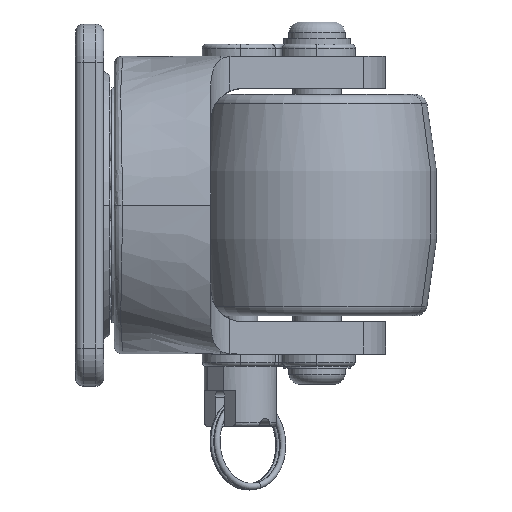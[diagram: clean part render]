
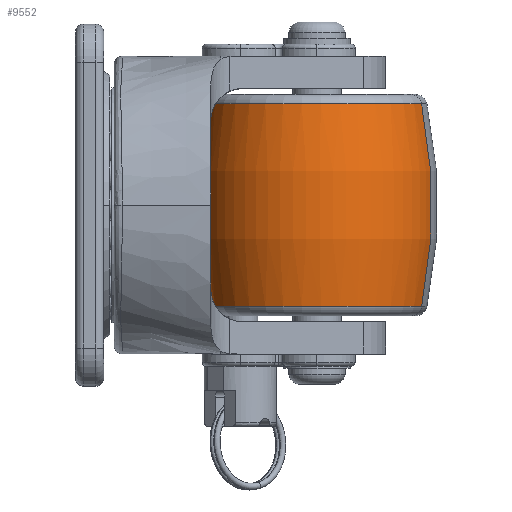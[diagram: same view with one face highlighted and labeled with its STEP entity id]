
A CAD part, left-side view. The second image highlights one B-rep face of the part: STEP entity #9552.
In plain terms, the highlighted toroidal (fillet/blend) face has major radius 90 mm and minor radius 120 mm.
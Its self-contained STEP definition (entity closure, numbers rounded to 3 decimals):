
#180 = ORIENTED_EDGE ( 'NONE', *, *, #13136, .T. ) ;
#329 = DIRECTION ( 'NONE',  ( 0., 0., 1. ) ) ;
#767 = CARTESIAN_POINT ( 'NONE',  ( 0., 0., 0. ) ) ;
#1899 = AXIS2_PLACEMENT_3D ( 'NONE', #25685, #10446, #28240 ) ;
#2494 = AXIS2_PLACEMENT_3D ( 'NONE', #767, #10728, #3319 ) ;
#3319 = DIRECTION ( 'NONE',  ( 0., 0., 1. ) ) ;
#3418 = TOROIDAL_SURFACE ( 'NONE', #2494, -90., 120. ) ;
#4242 = CARTESIAN_POINT ( 'NONE',  ( -25.128, 0., -27.34 ) ) ;
#4896 = EDGE_CURVE ( 'NONE', #32550, #6420, #20445, .T. ) ;
#4926 = CIRCLE ( 'NONE', #16785, 120. ) ;
#5110 = DIRECTION ( 'NONE',  ( 0., -1., 0. ) ) ;
#6420 = VERTEX_POINT ( 'NONE', #4242 ) ;
#9552 = ADVANCED_FACE ( 'NONE', ( #23666 ), #3418, .T. ) ;
#10177 = CARTESIAN_POINT ( 'NONE',  ( 25.128, 0., 27.34 ) ) ;
#10446 = DIRECTION ( 'NONE',  ( -1., 0., 0. ) ) ;
#10593 = CARTESIAN_POINT ( 'NONE',  ( -25.128, 0., 27.34 ) ) ;
#10728 = DIRECTION ( 'NONE',  ( -1., 0., 0. ) ) ;
#11020 = DIRECTION ( 'NONE',  ( 1., 0., 0. ) ) ;
#11656 = EDGE_LOOP ( 'NONE', ( #17878, #180, #13072, #29176 ) ) ;
#13072 = ORIENTED_EDGE ( 'NONE', *, *, #23270, .T. ) ;
#13136 = EDGE_CURVE ( 'NONE', #22318, #29185, #25889, .T. ) ;
#14487 = CARTESIAN_POINT ( 'NONE',  ( 25.128, 0., -27.34 ) ) ;
#15516 = DIRECTION ( 'NONE',  ( 0., 1., 0. ) ) ;
#16785 = AXIS2_PLACEMENT_3D ( 'NONE', #20307, #5110, #22871 ) ;
#17878 = ORIENTED_EDGE ( 'NONE', *, *, #24689, .F. ) ;
#20307 = CARTESIAN_POINT ( 'NONE',  ( 0., 0., -90. ) ) ;
#20445 = CIRCLE ( 'NONE', #27427, 27.34 ) ;
#20872 = CIRCLE ( 'NONE', #29695, 120. ) ;
#22318 = VERTEX_POINT ( 'NONE', #14487 ) ;
#22871 = DIRECTION ( 'NONE',  ( 0., 0., -1. ) ) ;
#23270 = EDGE_CURVE ( 'NONE', #29185, #32550, #4926, .T. ) ;
#23666 = FACE_OUTER_BOUND ( 'NONE', #11656, .T. ) ;
#24689 = EDGE_CURVE ( 'NONE', #22318, #6420, #20872, .T. ) ;
#25685 = CARTESIAN_POINT ( 'NONE',  ( 25.128, 0., 0. ) ) ;
#25889 = CIRCLE ( 'NONE', #1899, 27.34 ) ;
#26242 = CARTESIAN_POINT ( 'NONE',  ( -25.128, 0., 0. ) ) ;
#27427 = AXIS2_PLACEMENT_3D ( 'NONE', #26242, #11020, #28801 ) ;
#28240 = DIRECTION ( 'NONE',  ( 0., 0., 1. ) ) ;
#28801 = DIRECTION ( 'NONE',  ( 0., 0., -1. ) ) ;
#29176 = ORIENTED_EDGE ( 'NONE', *, *, #4896, .T. ) ;
#29185 = VERTEX_POINT ( 'NONE', #10177 ) ;
#29695 = AXIS2_PLACEMENT_3D ( 'NONE', #30747, #15516, #329 ) ;
#30747 = CARTESIAN_POINT ( 'NONE',  ( 0., 0., 90. ) ) ;
#32550 = VERTEX_POINT ( 'NONE', #10593 ) ;
